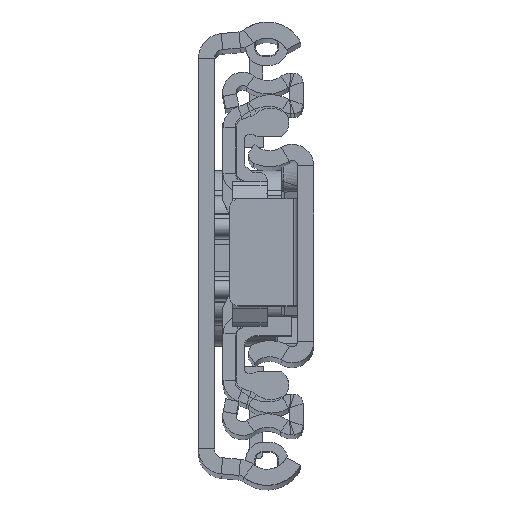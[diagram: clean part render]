
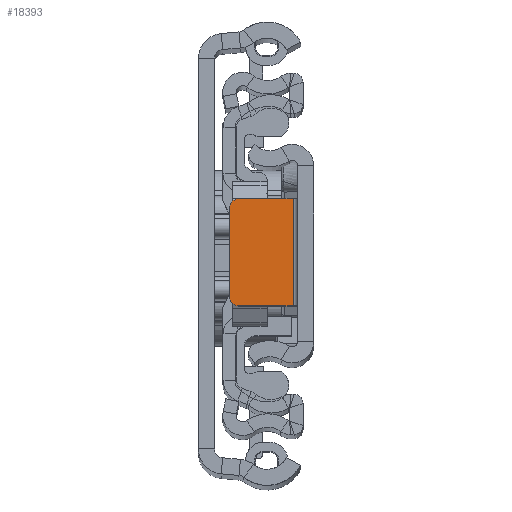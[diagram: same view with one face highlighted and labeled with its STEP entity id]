
A CAD part, top view. The second image highlights one B-rep face of the part: STEP entity #18393.
In plain terms, the highlighted planar face has unit normal (0, 0, 1).
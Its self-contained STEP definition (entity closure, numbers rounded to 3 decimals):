
#1500 = EDGE_CURVE ( 'NONE', #26477, #15425, #3817, .T. ) ;
#1776 = ORIENTED_EDGE ( 'NONE', *, *, #1500, .F. ) ;
#2864 = CARTESIAN_POINT ( 'NONE',  ( -8.4, -4.849, -6.8 ) ) ;
#3491 = DIRECTION ( 'NONE',  ( 1., 0., 0. ) ) ;
#3817 = LINE ( 'NONE', #22861, #11534 ) ;
#5009 = VECTOR ( 'NONE', #27140, 1000. ) ;
#5241 = EDGE_CURVE ( 'NONE', #17201, #16615, #13724, .T. ) ;
#5575 = ORIENTED_EDGE ( 'NONE', *, *, #11101, .F. ) ;
#6338 = ORIENTED_EDGE ( 'NONE', *, *, #24704, .F. ) ;
#7690 = VERTEX_POINT ( 'NONE', #14400 ) ;
#8337 = ORIENTED_EDGE ( 'NONE', *, *, #28728, .F. ) ;
#8986 = VECTOR ( 'NONE', #22103, 1000. ) ;
#9034 = EDGE_LOOP ( 'NONE', ( #5575, #28588, #8337, #1776, #6338, #11093 ) ) ;
#9267 = CARTESIAN_POINT ( 'NONE',  ( -2.3, -5.849, -6.8 ) ) ;
#10421 = CARTESIAN_POINT ( 'NONE',  ( -2.3, 6.151, -6.8 ) ) ;
#11018 = VECTOR ( 'NONE', #22798, 1000. ) ;
#11093 = ORIENTED_EDGE ( 'NONE', *, *, #5241, .T. ) ;
#11101 = EDGE_CURVE ( 'NONE', #26587, #16615, #12588, .T. ) ;
#11300 = CARTESIAN_POINT ( 'NONE',  ( -9.4, 5.151, -6.8 ) ) ;
#11534 = VECTOR ( 'NONE', #26273, 1000. ) ;
#12395 = DIRECTION ( 'NONE',  ( 0., 0., 1. ) ) ;
#12588 = LINE ( 'NONE', #29423, #8986 ) ;
#13279 = CARTESIAN_POINT ( 'NONE',  ( -1.8, 6.151, -6.8 ) ) ;
#13724 = CIRCLE ( 'NONE', #23201, 1. ) ;
#14400 = CARTESIAN_POINT ( 'NONE',  ( -8.4, -5.849, -6.8 ) ) ;
#15237 = AXIS2_PLACEMENT_3D ( 'NONE', #2864, #12395, #21443 ) ;
#15425 = VERTEX_POINT ( 'NONE', #9267 ) ;
#15592 = CARTESIAN_POINT ( 'NONE',  ( -9.4, -5.849, -6.8 ) ) ;
#16615 = VERTEX_POINT ( 'NONE', #11300 ) ;
#17201 = VERTEX_POINT ( 'NONE', #23847 ) ;
#17691 = CARTESIAN_POINT ( 'NONE',  ( 0., 0., -6.8 ) ) ;
#18089 = LINE ( 'NONE', #15592, #5009 ) ;
#18393 = ADVANCED_FACE ( 'NONE', ( #24871 ), #27051, .T. ) ;
#21068 = CIRCLE ( 'NONE', #15237, 1. ) ;
#21443 = DIRECTION ( 'NONE',  ( 1., 0., 0. ) ) ;
#22103 = DIRECTION ( 'NONE',  ( 0., 1., 0. ) ) ;
#22170 = EDGE_CURVE ( 'NONE', #26587, #7690, #21068, .T. ) ;
#22798 = DIRECTION ( 'NONE',  ( 1., 0., 0. ) ) ;
#22861 = CARTESIAN_POINT ( 'NONE',  ( -2.3, 6.151, -6.8 ) ) ;
#22938 = DIRECTION ( 'NONE',  ( 0., 0., 1. ) ) ;
#23201 = AXIS2_PLACEMENT_3D ( 'NONE', #30547, #22938, #27611 ) ;
#23847 = CARTESIAN_POINT ( 'NONE',  ( -8.4, 6.151, -6.8 ) ) ;
#24704 = EDGE_CURVE ( 'NONE', #17201, #26477, #25746, .T. ) ;
#24871 = FACE_OUTER_BOUND ( 'NONE', #9034, .T. ) ;
#25049 = CARTESIAN_POINT ( 'NONE',  ( -9.4, -4.849, -6.8 ) ) ;
#25746 = LINE ( 'NONE', #13279, #11018 ) ;
#26273 = DIRECTION ( 'NONE',  ( 0., -1., 0. ) ) ;
#26477 = VERTEX_POINT ( 'NONE', #10421 ) ;
#26587 = VERTEX_POINT ( 'NONE', #25049 ) ;
#26618 = AXIS2_PLACEMENT_3D ( 'NONE', #17691, #27205, #3491 ) ;
#27051 = PLANE ( 'NONE',  #26618 ) ;
#27140 = DIRECTION ( 'NONE',  ( -1., 0., 0. ) ) ;
#27205 = DIRECTION ( 'NONE',  ( 0., 0., 1. ) ) ;
#27611 = DIRECTION ( 'NONE',  ( 1., 0., 0. ) ) ;
#28588 = ORIENTED_EDGE ( 'NONE', *, *, #22170, .T. ) ;
#28728 = EDGE_CURVE ( 'NONE', #15425, #7690, #18089, .T. ) ;
#29423 = CARTESIAN_POINT ( 'NONE',  ( -9.4, 6.151, -6.8 ) ) ;
#30547 = CARTESIAN_POINT ( 'NONE',  ( -8.4, 5.151, -6.8 ) ) ;
